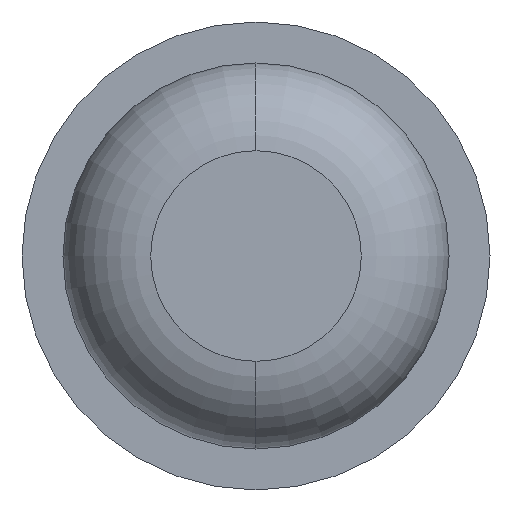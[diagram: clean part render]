
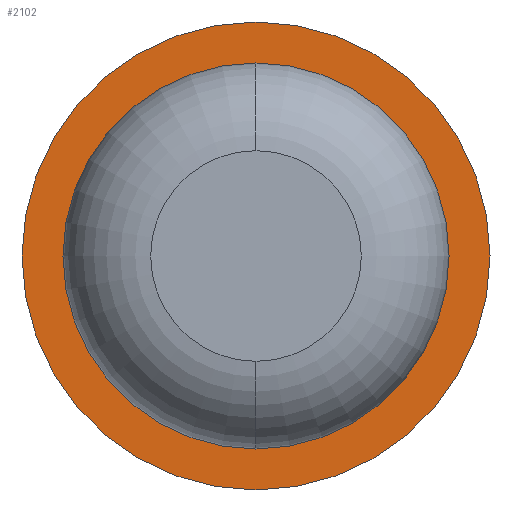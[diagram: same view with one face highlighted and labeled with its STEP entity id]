
A CAD part, front view. The second image highlights one B-rep face of the part: STEP entity #2102.
In plain terms, the highlighted planar face has unit normal (0, -1, 0).
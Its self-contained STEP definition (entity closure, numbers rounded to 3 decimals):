
#15 = FACE_BOUND ( 'NONE', #1954, .T. ) ;
#120 = DIRECTION ( 'NONE',  ( 0., 1., 0. ) ) ;
#144 = EDGE_LOOP ( 'NONE', ( #306, #1456 ) ) ;
#168 = EDGE_CURVE ( 'Defeature ausgef�hrt1_5+Defeature ausgef�hrt1_0+Defeature ausgef�hrt1_0+Defeature ausgef�hrt1_0', #2763, #1014, #3871, .T. ) ;
#259 = AXIS2_PLACEMENT_3D ( 'NONE', #1856, #2153, #1256 ) ;
#306 = ORIENTED_EDGE ( 'NONE', *, *, #3603, .F. ) ;
#341 = DIRECTION ( 'NONE',  ( -1., 0., 0. ) ) ;
#906 = ORIENTED_EDGE ( 'NONE', *, *, #168, .T. ) ;
#928 = VERTEX_POINT ( 'NONE', #2348 ) ;
#1005 = CIRCLE ( 'NONE', #259, 1. ) ;
#1012 = AXIS2_PLACEMENT_3D ( 'NONE', #1539, #2999, #3308 ) ;
#1014 = VERTEX_POINT ( 'NONE', #2716 ) ;
#1133 = DIRECTION ( 'NONE',  ( 0., 1., 0. ) ) ;
#1209 = CARTESIAN_POINT ( 'NONE',  ( 0., -8., 0. ) ) ;
#1256 = DIRECTION ( 'NONE',  ( -1., 0., 0. ) ) ;
#1456 = ORIENTED_EDGE ( 'NONE', *, *, #2676, .F. ) ;
#1489 = DIRECTION ( 'NONE',  ( 0., 1., 0. ) ) ;
#1539 = CARTESIAN_POINT ( 'NONE',  ( 0.825, -8., 0. ) ) ;
#1633 = DIRECTION ( 'NONE',  ( -1., 0., 0. ) ) ;
#1754 = CARTESIAN_POINT ( 'NONE',  ( 0., -8., 0. ) ) ;
#1856 = CARTESIAN_POINT ( 'NONE',  ( 0., -8., 0. ) ) ;
#1894 = CARTESIAN_POINT ( 'NONE',  ( 0., -8., 0. ) ) ;
#1954 = EDGE_LOOP ( 'NONE', ( #3092, #906 ) ) ;
#2000 = EDGE_CURVE ( 'Defeature ausgef�hrt1_5+Defeature ausgef�hrt1_0+Defeature ausgef�hrt1_0+Defeature ausgef�hrt1_0', #1014, #2763, #2828, .T. ) ;
#2018 = DIRECTION ( 'NONE',  ( -1., 0., 0. ) ) ;
#2102 = ADVANCED_FACE ( 'Defeature ausgef�hrt1_5', ( #3632, #15 ), #3583, .F. ) ;
#2108 = AXIS2_PLACEMENT_3D ( 'NONE', #1754, #1133, #2018 ) ;
#2153 = DIRECTION ( 'NONE',  ( 0., 1., 0. ) ) ;
#2335 = CARTESIAN_POINT ( 'NONE',  ( -1., -8., 0. ) ) ;
#2348 = CARTESIAN_POINT ( 'NONE',  ( 1., -8., 0. ) ) ;
#2676 = EDGE_CURVE ( 'Defeature ausgef�hrt1_6+Defeature ausgef�hrt1_5+Defeature ausgef�hrt1_5+Defeature ausgef�hrt1_5', #928, #3299, #2920, .T. ) ;
#2716 = CARTESIAN_POINT ( 'NONE',  ( 0., -8., 0.825 ) ) ;
#2763 = VERTEX_POINT ( 'NONE', #3424 ) ;
#2828 = CIRCLE ( 'NONE', #3369, 0.825 ) ;
#2920 = CIRCLE ( 'NONE', #3285, 1. ) ;
#2999 = DIRECTION ( 'NONE',  ( 0., 1., 0. ) ) ;
#3092 = ORIENTED_EDGE ( 'NONE', *, *, #2000, .T. ) ;
#3285 = AXIS2_PLACEMENT_3D ( 'NONE', #1894, #120, #1633 ) ;
#3299 = VERTEX_POINT ( 'NONE', #2335 ) ;
#3308 = DIRECTION ( 'NONE',  ( -1., 0., 0. ) ) ;
#3369 = AXIS2_PLACEMENT_3D ( 'NONE', #1209, #1489, #341 ) ;
#3424 = CARTESIAN_POINT ( 'NONE',  ( 0., -8., -0.825 ) ) ;
#3583 = PLANE ( 'NONE',  #1012 ) ;
#3603 = EDGE_CURVE ( 'Defeature ausgef�hrt1_6+Defeature ausgef�hrt1_5+Defeature ausgef�hrt1_5+Defeature ausgef�hrt1_5', #3299, #928, #1005, .T. ) ;
#3632 = FACE_OUTER_BOUND ( 'NONE', #144, .T. ) ;
#3871 = CIRCLE ( 'NONE', #2108, 0.825 ) ;
